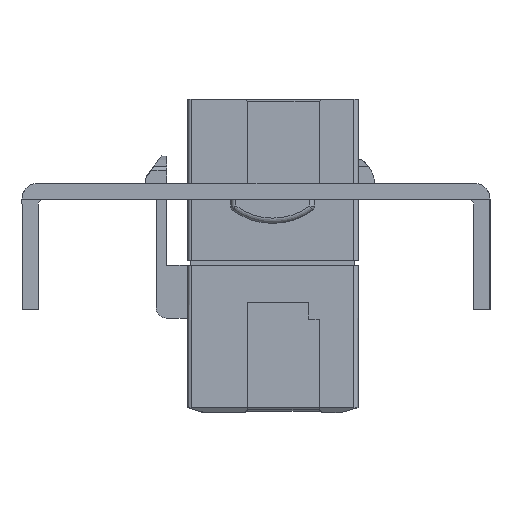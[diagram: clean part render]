
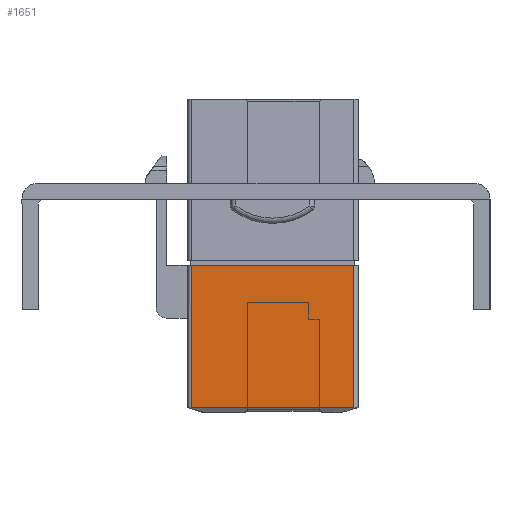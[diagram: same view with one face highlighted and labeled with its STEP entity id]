
A CAD part, left-side view. The second image highlights one B-rep face of the part: STEP entity #1651.
In plain terms, the highlighted face is planar.
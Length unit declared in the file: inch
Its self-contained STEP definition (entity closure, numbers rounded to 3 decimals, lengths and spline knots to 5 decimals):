
#378 = VECTOR ( 'NONE', #4490, 39.37008 ) ;
#472 = CARTESIAN_POINT ( 'NONE',  ( 0.2874, -0.03543, 0.31949 ) ) ;
#815 = VERTEX_POINT ( 'NONE', #12955 ) ;
#1310 = AXIS2_PLACEMENT_3D ( 'NONE', #7734, #13410, #9060 ) ;
#1651 = ADVANCED_FACE ( 'NONE', ( #2353 ), #13562, .F. ) ;
#1876 = ORIENTED_EDGE ( 'NONE', *, *, #6577, .T. ) ;
#2353 = FACE_OUTER_BOUND ( 'NONE', #10878, .T. ) ;
#2420 = CARTESIAN_POINT ( 'NONE',  ( 0.2874, 0.58661, -0.30374 ) ) ;
#3204 = VERTEX_POINT ( 'NONE', #11969 ) ;
#3410 = VERTEX_POINT ( 'NONE', #6057 ) ;
#3621 = EDGE_CURVE ( 'NONE', #3204, #4761, #10029, .T. ) ;
#3833 = DIRECTION ( 'NONE',  ( 0., 0., -1. ) ) ;
#4266 = ORIENTED_EDGE ( 'NONE', *, *, #4339, .F. ) ;
#4339 = EDGE_CURVE ( 'NONE', #815, #3410, #7242, .T. ) ;
#4490 = DIRECTION ( 'NONE',  ( 0., 0., -1. ) ) ;
#4746 = DIRECTION ( 'NONE',  ( 0., -1., 0. ) ) ;
#4761 = VERTEX_POINT ( 'NONE', #13472 ) ;
#4902 = ORIENTED_EDGE ( 'NONE', *, *, #3621, .T. ) ;
#5540 = VECTOR ( 'NONE', #8089, 39.37008 ) ;
#5779 = VECTOR ( 'NONE', #3833, 39.37008 ) ;
#6056 = EDGE_CURVE ( 'NONE', #4761, #3410, #13775, .T. ) ;
#6057 = CARTESIAN_POINT ( 'NONE',  ( 0.2874, -0.03543, -0.30374 ) ) ;
#6428 = LINE ( 'NONE', #6814, #11917 ) ;
#6577 = EDGE_CURVE ( 'NONE', #815, #3204, #6428, .T. ) ;
#6814 = CARTESIAN_POINT ( 'NONE',  ( 0.2874, 0.58661, 0.30374 ) ) ;
#7242 = LINE ( 'NONE', #472, #5779 ) ;
#7734 = CARTESIAN_POINT ( 'NONE',  ( 0.2874, 0.58661, -0.31949 ) ) ;
#7995 = ORIENTED_EDGE ( 'NONE', *, *, #6056, .T. ) ;
#8089 = DIRECTION ( 'NONE',  ( 0., 1., 0. ) ) ;
#8098 = CARTESIAN_POINT ( 'NONE',  ( 0.2874, -0.56693, -0.31949 ) ) ;
#9060 = DIRECTION ( 'NONE',  ( 0., 0., 1. ) ) ;
#10029 = LINE ( 'NONE', #8098, #378 ) ;
#10878 = EDGE_LOOP ( 'NONE', ( #4902, #7995, #4266, #1876 ) ) ;
#11917 = VECTOR ( 'NONE', #4746, 39.37008 ) ;
#11969 = CARTESIAN_POINT ( 'NONE',  ( 0.2874, -0.56693, 0.30374 ) ) ;
#12955 = CARTESIAN_POINT ( 'NONE',  ( 0.2874, -0.03543, 0.30374 ) ) ;
#13410 = DIRECTION ( 'NONE',  ( -1., 0., 0. ) ) ;
#13472 = CARTESIAN_POINT ( 'NONE',  ( 0.2874, -0.56693, -0.30374 ) ) ;
#13562 = PLANE ( 'NONE',  #1310 ) ;
#13775 = LINE ( 'NONE', #2420, #5540 ) ;
